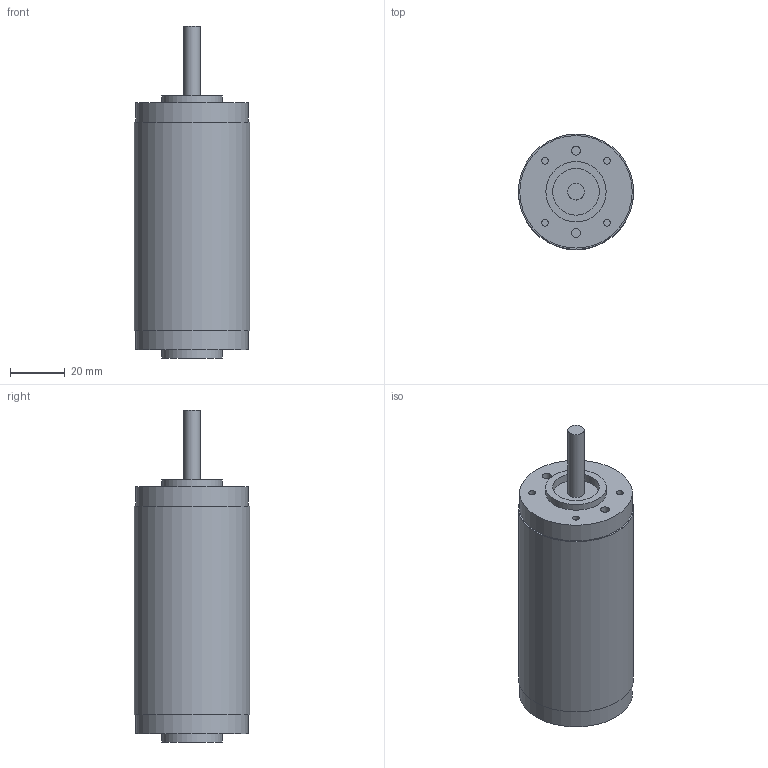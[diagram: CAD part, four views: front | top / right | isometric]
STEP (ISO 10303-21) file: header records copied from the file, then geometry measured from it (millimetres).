
FILE_DESCRIPTION( ( 'Unknown' ), '1' );
FILE_NAME( '45AD39DB675EB7B8E3894AE94A964E29.3d.stp', 'Unknown', ( 'Unknown' ), ( 'Unknown' ), 'PSStep 10.1', 'Unknown', ' ' );
FILE_SCHEMA( ( 'AUTOMOTIVE_DESIGN { 1 0 10303 214 1 1 1 1 }' ) );
Length unit declared in the file: millimetre
Products named in the file (2): EC020
Bounding box: 42 x 42 x 121 mm (x, y, z)
Volume: 125372.6 mm3; surface area: 16506.8 mm2
Topology: 2 solids, 2 shells, 30 faces, 45 edges, 30 vertices
Faces by surface type: plane 15, cylinder 14, cone 1
Full cylindrical faces by diameter (mm): 2.459 x4, 3.242 x2, 4 x1, 6 x1, 17 x1, 22 x2, 41 x2, 42 x1
Entity records: 859 total; most frequent: DIRECTION 120, CARTESIAN_POINT 89, AXIS2_PLACEMENT_3D 60, EDGE_LOOP 56, ORIENTED_EDGE 56, FACE_OUTER_BOUND 44, STYLED_ITEM 30, PRESENTATION_STYLE_ASSIGNMENT 30
